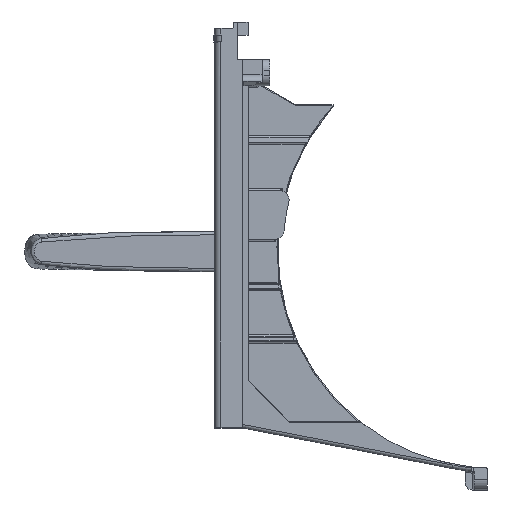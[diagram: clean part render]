
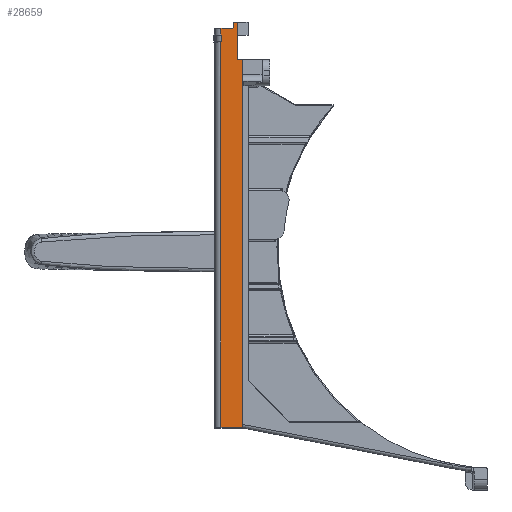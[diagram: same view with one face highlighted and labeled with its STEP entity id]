
A CAD part, left-side view. The second image highlights one B-rep face of the part: STEP entity #28659.
In plain terms, the highlighted planar face has unit normal (-1, 0, 0).
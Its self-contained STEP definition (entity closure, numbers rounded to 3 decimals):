
#5714=DIRECTION('',(0.,0.,1.));
#5715=VECTOR('',#5714,110.407);
#5716=CARTESIAN_POINT('',(-36.,168.754,43.25));
#5717=LINE('',#5716,#5715);
#5718=DIRECTION('',(0.,0.,1.));
#5719=VECTOR('',#5718,1.75);
#5720=CARTESIAN_POINT('',(-36.,168.504,153.75));
#5721=LINE('',#5720,#5719);
#5722=DIRECTION('',(0.,-1.,0.));
#5723=VECTOR('',#5722,3.304);
#5724=CARTESIAN_POINT('',(-36.,168.754,157.5));
#5725=LINE('',#5724,#5723);
#5726=CARTESIAN_POINT('',(-36.,165.45,157.7));
#5727=DIRECTION('',(-1.,0.,0.));
#5728=DIRECTION('',(0.,0.,-1.));
#5729=AXIS2_PLACEMENT_3D('',#5726,#5727,#5728);
#5731=DIRECTION('',(0.,-1.,0.));
#5732=VECTOR('',#5731,1.5);
#5733=CARTESIAN_POINT('',(-36.,164.,148.5));
#5734=LINE('',#5733,#5732);
#5735=DIRECTION('',(0.,0.,-1.));
#5736=VECTOR('',#5735,105.25);
#5737=CARTESIAN_POINT('',(-36.,162.5,148.5));
#5738=LINE('',#5737,#5736);
#5739=CARTESIAN_POINT('',(-36.,168.754,153.657));
#5792=CARTESIAN_POINT('',(-36.,168.504,153.75));
#5793=CARTESIAN_POINT('',(-36.,168.533,153.739));
#5794=CARTESIAN_POINT('',(-36.,168.59,153.717));
#5795=CARTESIAN_POINT('',(-36.,168.674,153.686));
#5796=CARTESIAN_POINT('',(-36.,168.727,153.667));
#5797=CARTESIAN_POINT('',(-36.,168.754,153.657));
#5834=DIRECTION('',(0.,-1.,0.));
#5835=VECTOR('',#5834,0.25);
#5836=CARTESIAN_POINT('',(-36.,168.754,155.5));
#5837=LINE('',#5836,#5835);
#6314=DIRECTION('',(0.,-1.,0.));
#6315=VECTOR('',#6314,6.254);
#6316=CARTESIAN_POINT('',(-36.,168.754,43.25));
#6317=LINE('',#6316,#6315);
#8501=DIRECTION('',(0.,1.,0.));
#8502=VECTOR('',#8501,1.25);
#8503=CARTESIAN_POINT('',(-36.,164.,159.25));
#8504=LINE('',#8503,#8502);
#8570=DIRECTION('',(0.,0.,1.));
#8571=VECTOR('',#8570,10.75);
#8572=CARTESIAN_POINT('',(-36.,164.,148.5));
#8573=LINE('',#8572,#8571);
#9400=DIRECTION('',(0.,0.,-1.));
#9401=VECTOR('',#9400,1.55);
#9402=CARTESIAN_POINT('',(-36.,165.25,159.25));
#9403=LINE('',#9402,#9401);
#10350=DIRECTION('',(0.,0.,-1.));
#10351=VECTOR('',#10350,2.);
#10352=CARTESIAN_POINT('',(-36.,168.754,157.5));
#10353=LINE('',#10352,#10351);
#15162=CARTESIAN_POINT('',(-36.,162.5,43.25));
#15164=VERTEX_POINT('',#15162);
#15165=CARTESIAN_POINT('',(-36.,162.5,148.5));
#15166=VERTEX_POINT('',#15165);
#15192=CARTESIAN_POINT('',(-36.,164.,148.5));
#15193=VERTEX_POINT('',#15192);
#15402=CARTESIAN_POINT('',(-36.,168.754,157.5));
#15403=VERTEX_POINT('',#15402);
#15428=VERTEX_POINT('',#5739);
#15430=CARTESIAN_POINT('',(-36.,168.754,43.25));
#15431=VERTEX_POINT('',#15430);
#15444=CARTESIAN_POINT('',(-36.,168.504,153.75));
#15445=CARTESIAN_POINT('',(-36.,168.504,155.5));
#15446=VERTEX_POINT('',#15444);
#15447=VERTEX_POINT('',#15445);
#15448=CARTESIAN_POINT('',(-36.,168.754,155.5));
#15449=VERTEX_POINT('',#15448);
#15450=CARTESIAN_POINT('',(-36.,165.45,157.5));
#15451=VERTEX_POINT('',#15450);
#15452=CARTESIAN_POINT('',(-36.,165.25,157.7));
#15453=VERTEX_POINT('',#15452);
#15454=CARTESIAN_POINT('',(-36.,165.25,159.25));
#15455=VERTEX_POINT('',#15454);
#15456=CARTESIAN_POINT('',(-36.,164.,159.25));
#15457=VERTEX_POINT('',#15456);
#28631=CARTESIAN_POINT('',(-36.,165.627,101.25));
#28632=DIRECTION('',(1.,0.,0.));
#28633=DIRECTION('',(0.,1.,0.));
#28634=AXIS2_PLACEMENT_3D('',#28631,#28632,#28633);
#28635=PLANE('',#28634);
#28636=ORIENTED_EDGE('',*,*,#28549,.T.);
#28638=ORIENTED_EDGE('',*,*,#28637,.F.);
#28639=ORIENTED_EDGE('',*,*,#28614,.T.);
#28641=ORIENTED_EDGE('',*,*,#28640,.F.);
#28643=ORIENTED_EDGE('',*,*,#28642,.F.);
#28644=ORIENTED_EDGE('',*,*,#28466,.T.);
#28646=ORIENTED_EDGE('',*,*,#28645,.T.);
#28648=ORIENTED_EDGE('',*,*,#28647,.F.);
#28650=ORIENTED_EDGE('',*,*,#28649,.F.);
#28652=ORIENTED_EDGE('',*,*,#28651,.F.);
#28653=ORIENTED_EDGE('',*,*,#27272,.T.);
#28654=ORIENTED_EDGE('',*,*,#27168,.T.);
#28656=ORIENTED_EDGE('',*,*,#28655,.F.);
#28657=EDGE_LOOP('',(#28636,#28638,#28639,#28641,#28643,#28644,#28646,#28648,
#28650,#28652,#28653,#28654,#28656));
#28658=FACE_OUTER_BOUND('',#28657,.F.);
#5730=CIRCLE('',#5729,0.2);
#5798=B_SPLINE_CURVE_WITH_KNOTS('',3,(#5792,#5793,#5794,#5795,#5796,#5797),
.UNSPECIFIED.,.F.,.F.,(4,1,1,4),(0.,0.333,0.667,1.),
.UNSPECIFIED.);
#27168=EDGE_CURVE('',#15166,#15164,#5738,.T.);
#27272=EDGE_CURVE('',#15193,#15166,#5734,.T.);
#28466=EDGE_CURVE('',#15403,#15451,#5725,.T.);
#28549=EDGE_CURVE('',#15431,#15428,#5717,.T.);
#28614=EDGE_CURVE('',#15446,#15447,#5721,.T.);
#28637=EDGE_CURVE('',#15446,#15428,#5798,.T.);
#28640=EDGE_CURVE('',#15449,#15447,#5837,.T.);
#28642=EDGE_CURVE('',#15403,#15449,#10353,.T.);
#28645=EDGE_CURVE('',#15451,#15453,#5730,.T.);
#28647=EDGE_CURVE('',#15455,#15453,#9403,.T.);
#28649=EDGE_CURVE('',#15457,#15455,#8504,.T.);
#28651=EDGE_CURVE('',#15193,#15457,#8573,.T.);
#28655=EDGE_CURVE('',#15431,#15164,#6317,.T.);
#28659=ADVANCED_FACE('',(#28658),#28635,.F.);
